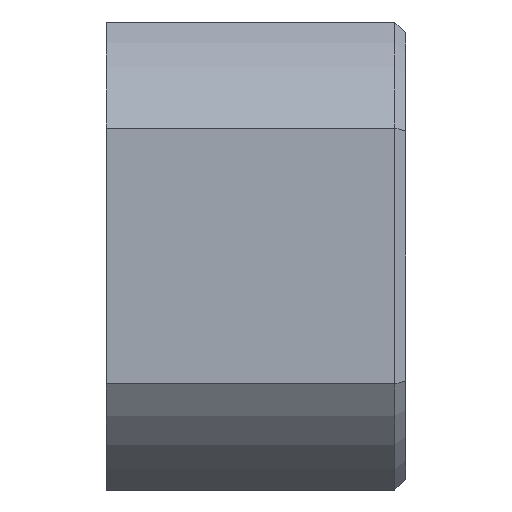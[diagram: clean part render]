
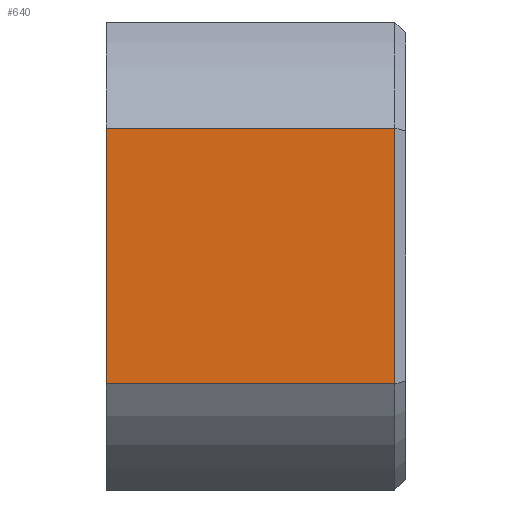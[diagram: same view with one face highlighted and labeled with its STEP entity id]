
A CAD part, left-side view. The second image highlights one B-rep face of the part: STEP entity #640.
In plain terms, the highlighted planar face has unit normal (-1, 0, 0).
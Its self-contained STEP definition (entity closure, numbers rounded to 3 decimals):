
#7 = LINE ( 'NONE', #15, #1434 ) ;
#15 = CARTESIAN_POINT ( 'NONE',  ( -43., 27., 23.495 ) ) ;
#175 = LINE ( 'NONE', #1384, #1723 ) ;
#546 = VECTOR ( 'NONE', #823, 1000. ) ;
#611 = VERTEX_POINT ( 'NONE', #1283 ) ;
#613 = EDGE_CURVE ( 'NONE', #611, #1034, #7, .T. ) ;
#627 = CARTESIAN_POINT ( 'NONE',  ( -43., 80., 23.495 ) ) ;
#637 = CARTESIAN_POINT ( 'NONE',  ( -43., 25., 23.495 ) ) ;
#640 = ADVANCED_FACE ( 'NONE', ( #2364 ), #1109, .F. ) ;
#655 = AXIS2_PLACEMENT_3D ( 'NONE', #926, #2217, #1662 ) ;
#823 = DIRECTION ( 'NONE',  ( 0., 0., -1. ) ) ;
#913 = ORIENTED_EDGE ( 'NONE', *, *, #1793, .T. ) ;
#926 = CARTESIAN_POINT ( 'NONE',  ( -43., 25., 0. ) ) ;
#1034 = VERTEX_POINT ( 'NONE', #2014 ) ;
#1039 = LINE ( 'NONE', #1907, #546 ) ;
#1053 = ORIENTED_EDGE ( 'NONE', *, *, #613, .T. ) ;
#1073 = VERTEX_POINT ( 'NONE', #627 ) ;
#1109 = PLANE ( 'NONE',  #655 ) ;
#1283 = CARTESIAN_POINT ( 'NONE',  ( -43., 27., -23.495 ) ) ;
#1384 = CARTESIAN_POINT ( 'NONE',  ( -43., 25., -23.495 ) ) ;
#1434 = VECTOR ( 'NONE', #2207, 1000. ) ;
#1453 = CARTESIAN_POINT ( 'NONE',  ( -43., 80., -23.495 ) ) ;
#1554 = DIRECTION ( 'NONE',  ( 0., 1., 0. ) ) ;
#1577 = EDGE_CURVE ( 'NONE', #611, #2044, #175, .T. ) ;
#1627 = LINE ( 'NONE', #637, #1651 ) ;
#1644 = ORIENTED_EDGE ( 'NONE', *, *, #2334, .T. ) ;
#1651 = VECTOR ( 'NONE', #1554, 1000. ) ;
#1657 = EDGE_LOOP ( 'NONE', ( #913, #2316, #1053, #1644 ) ) ;
#1662 = DIRECTION ( 'NONE',  ( 0., 0., -1. ) ) ;
#1723 = VECTOR ( 'NONE', #1734, 1000. ) ;
#1734 = DIRECTION ( 'NONE',  ( 0., 1., 0. ) ) ;
#1793 = EDGE_CURVE ( 'NONE', #1073, #2044, #1039, .T. ) ;
#1907 = CARTESIAN_POINT ( 'NONE',  ( -43., 80., 0. ) ) ;
#2014 = CARTESIAN_POINT ( 'NONE',  ( -43., 27., 23.495 ) ) ;
#2044 = VERTEX_POINT ( 'NONE', #1453 ) ;
#2207 = DIRECTION ( 'NONE',  ( 0., 0., 1. ) ) ;
#2217 = DIRECTION ( 'NONE',  ( 1., 0., 0. ) ) ;
#2316 = ORIENTED_EDGE ( 'NONE', *, *, #1577, .F. ) ;
#2334 = EDGE_CURVE ( 'NONE', #1034, #1073, #1627, .T. ) ;
#2364 = FACE_OUTER_BOUND ( 'NONE', #1657, .T. ) ;
